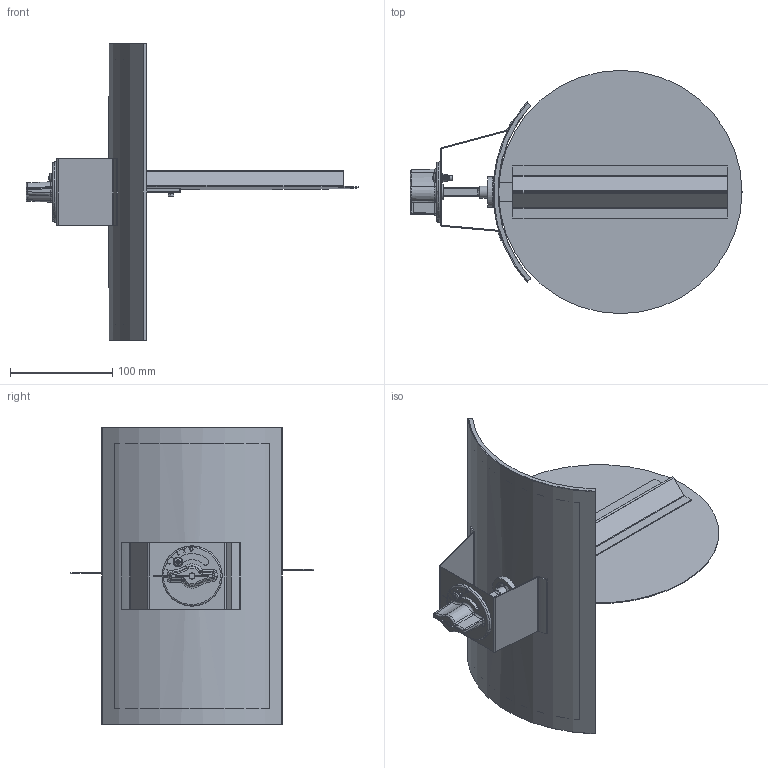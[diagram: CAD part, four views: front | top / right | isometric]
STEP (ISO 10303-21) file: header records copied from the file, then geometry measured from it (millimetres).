
FILE_DESCRIPTION((''),'2;1');
FILE_NAME('HRSK-250.stp','2014-02-20T12:40:55',(''),(''),'Autodesk Inventor 2013','Autodesk Inventor 2013','');
FILE_SCHEMA(('AUTOMOTIVE_DESIGN { 1 2 10303 214 0 1 1 1 }'));
Length unit declared in the file: millimetre
Products named in the file (13): HRSK-250; 142037; SpjällhyllaSmåDimensioner_HRSK-250; BlindnitmutterM5; 999317; SpjällaxelKort; Spjällvred; Cellgummi; Starlock; Borrskruv_4,2x13; 116018; Stödprofil-210; 999240-07
Assembly tree (13 placements, depth 2):
  HRSK-250
    142037
    SpjällhyllaSmåDimensioner_HRSK-250
    BlindnitmutterM5
    999317
    SpjällaxelKort
    Spjällvred
    Cellgummi
    Starlock
    Borrskruv_4,2x13  x2
    116018
    Stödprofil-210
    999240-07
Bounding box: 324.7 x 237.99 x 290 mm (x, y, z)
Volume: 201190.3 mm3; surface area: 313052.9 mm2
Topology: 15 solids, 15 shells, 753 faces, 1746 edges, 1021 vertices
Faces by surface type: plane 255, cylinder 214, cone 171, bspline 75, torus 20, sphere 18
Full cylindrical faces by diameter (mm): 4 x4, 4.567 x1, 5 x1, 6 x1, 10 x1, 11.7 x1, 15.2 x1, 16 x1, 21 x1, 30 x1, 238 x1
Entity records: 21657 total; most frequent: CARTESIAN_POINT 6541, ORIENTED_EDGE 3038, DIRECTION 2974, EDGE_CURVE 1519, AXIS2_PLACEMENT_3D 1119, VERTEX_POINT 919, VECTOR 736, LINE 736
